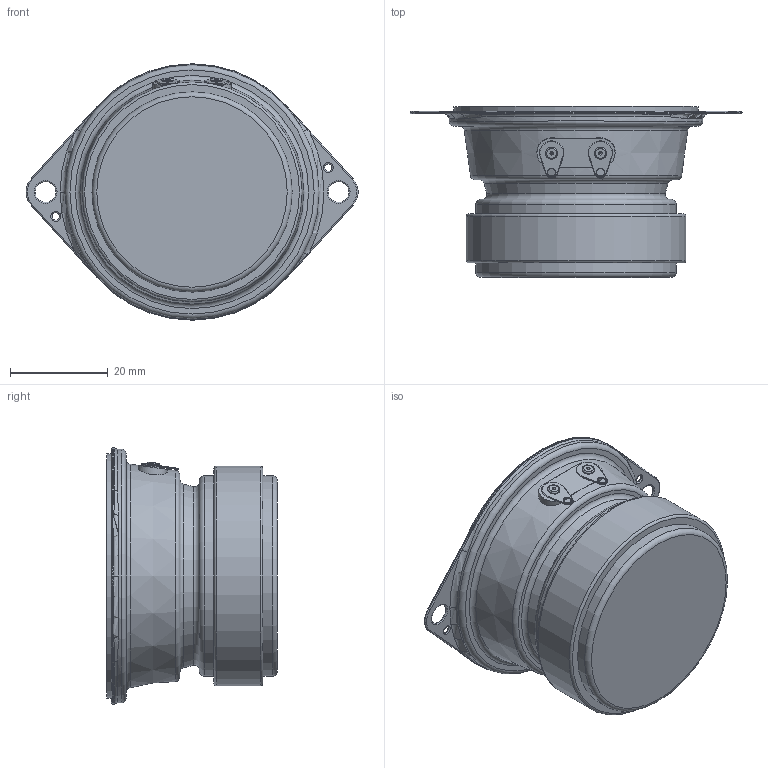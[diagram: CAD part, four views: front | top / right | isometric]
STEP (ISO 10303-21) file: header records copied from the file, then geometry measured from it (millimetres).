
FILE_DESCRIPTION(('HOOPS Exchange Step'),'2;1');
FILE_NAME('d6cde0585e748fae78e85480a070bf2b20200828-3997-1qe9i65.SLDPRT.step','2020-08-28T15:40:10+00:00',('converter2'),('Unknown organisation'),'HOOPS Exchange 2019.2','HOOPS Exchange','Unknown authorisation');
FILE_SCHEMA( ('AUTOMOTIVE_DESIGN { 1 0 10303 214 1 1 1 1 }') );
Length unit declared in the file: millimetre
Products named in the file (2): Standard; d6cde0585e748fae78e85480a070bf2b20200828-3997-1qe9i65
Assembly tree (1 placements, depth 2):
  d6cde0585e748fae78e85480a070bf2b20200828-3997-1qe9i65
    Standard
Bounding box: 67.99 x 35 x 52.5 mm (x, y, z)
Volume: 45031.4 mm3; surface area: 11271.4 mm2
Topology: 1 solids, 1 shells, 140 faces, 310 edges, 185 vertices
Faces by surface type: torus 53, cylinder 40, plane 29, bspline 12, cone 3, sphere 3
Full cylindrical faces by diameter (mm): 1.6 x2, 2.5 x2, 4.25 x2, 41 x2, 45 x1, 47 x1, 50 x1, 52 x1
Entity records: 4973 total; most frequent: CARTESIAN_POINT 1623, DIRECTION 761, ORIENTED_EDGE 614, AXIS2_PLACEMENT_3D 345, EDGE_CURVE 307, CIRCLE 210, VERTEX_POINT 185, EDGE_LOOP 168
